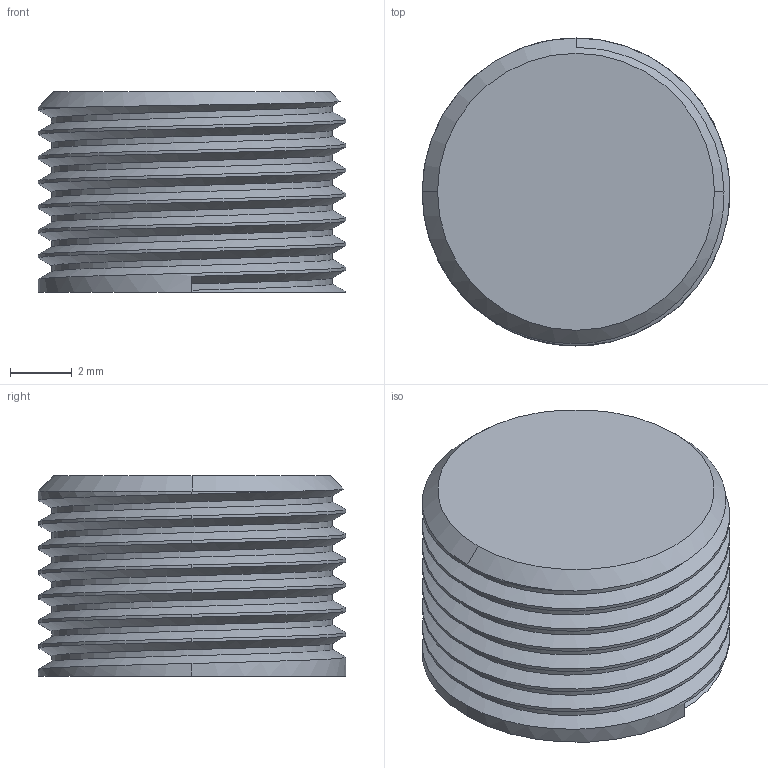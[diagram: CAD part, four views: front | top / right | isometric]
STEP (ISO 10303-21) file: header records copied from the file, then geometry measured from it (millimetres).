
FILE_DESCRIPTION (( 'STEP AP214' ), '1' );
FILE_NAME ('çàãëóøêà-äëÿ-ùåòîê.STEP', '2022-09-04T15:23:19', ( '' ), ( '' ), 'SwSTEP 2.0', 'SolidWorks 2022', '' );
FILE_SCHEMA (( 'AUTOMOTIVE_DESIGN' ));
Length unit declared in the file: millimetre
Products named in the file (1): заглушка-для-щеток
Bounding box: 10 x 10 x 6.52 mm (x, y, z)
Volume: 454 mm3; surface area: 467.7 mm2
Topology: 1 solids, 1 shells, 31 faces, 83 edges, 55 vertices
Faces by surface type: cylinder 17, plane 9, bspline 3, cone 2
Entity records: 2121 total; most frequent: CARTESIAN_POINT 1426, ORIENTED_EDGE 166, DIRECTION 108, EDGE_CURVE 83, VERTEX_POINT 55, LINE 36, AXIS2_PLACEMENT_3D 36, VECTOR 36
